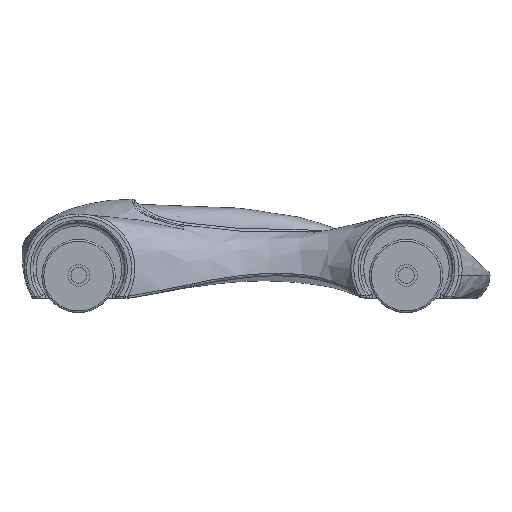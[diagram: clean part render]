
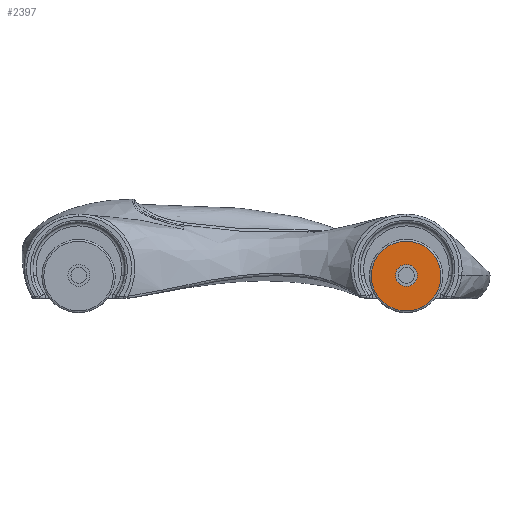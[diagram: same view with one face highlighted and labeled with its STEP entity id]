
A CAD part, left-side view. The second image highlights one B-rep face of the part: STEP entity #2397.
In plain terms, the highlighted planar face has unit normal (-1, 0, 0).
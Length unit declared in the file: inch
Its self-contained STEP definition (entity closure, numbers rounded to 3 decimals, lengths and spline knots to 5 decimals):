
#152=FACE_BOUND('',#670,.T.);
#363=PLANE('',#2600);
#506=FACE_OUTER_BOUND('',#669,.T.);
#669=EDGE_LOOP('',(#2146));
#670=EDGE_LOOP('',(#2147));
#887=CIRCLE('',#2587,0.0689);
#894=CIRCLE('',#2598,0.2185);
#1105=VERTEX_POINT('',#18006);
#1111=VERTEX_POINT('',#18025);
#1453=EDGE_CURVE('',#1105,#1105,#887,.T.);
#1461=EDGE_CURVE('',#1111,#1111,#894,.T.);
#2146=ORIENTED_EDGE('',*,*,#1461,.F.);
#2147=ORIENTED_EDGE('',*,*,#1453,.T.);
#2397=ADVANCED_FACE('',(#506,#152),#363,.T.);
#2587=AXIS2_PLACEMENT_3D('',#18008,#2957,#2958);
#2598=AXIS2_PLACEMENT_3D('',#18026,#2980,#2981);
#2600=AXIS2_PLACEMENT_3D('',#18028,#2984,#2985);
#2957=DIRECTION('center_axis',(1.,0.,0.));
#2958=DIRECTION('ref_axis',(0.,-1.,0.));
#2980=DIRECTION('center_axis',(1.,0.,0.));
#2981=DIRECTION('ref_axis',(0.,0.,1.));
#2984=DIRECTION('center_axis',(-1.,0.,0.));
#2985=DIRECTION('ref_axis',(0.,0.,
-1.));
#18006=CARTESIAN_POINT('',(-3.8985,-1.60986,-3.17842));
#18008=CARTESIAN_POINT('Origin',(-3.8985,-1.67875,-3.17842));
#18025=CARTESIAN_POINT('',(-3.8985,-1.89548,-3.18246));
#18026=CARTESIAN_POINT('Origin',(-3.8985,-1.67698,-3.18246));
#18028=CARTESIAN_POINT('Origin',(-3.8985,-1.67698,-3.18246));
